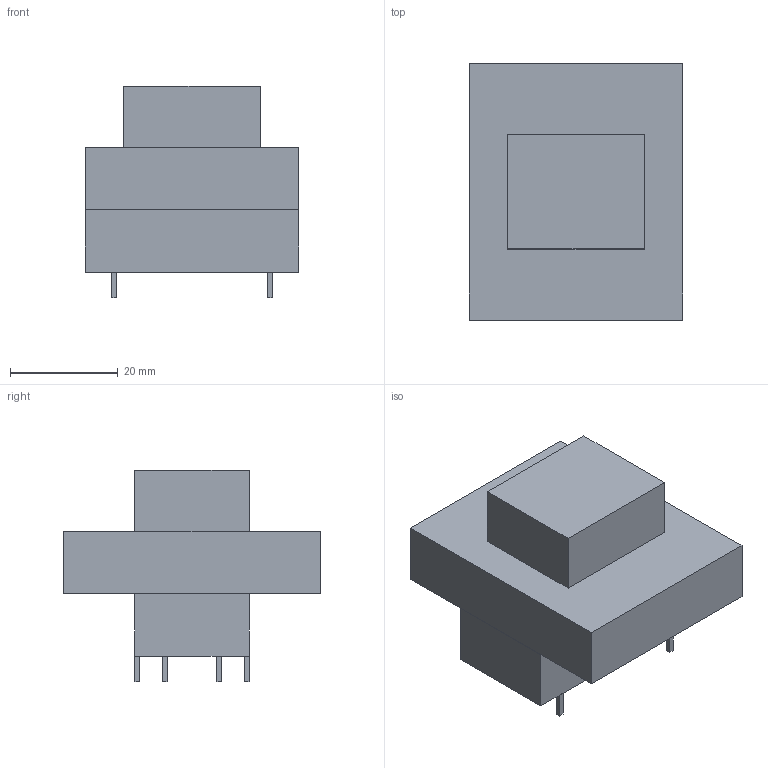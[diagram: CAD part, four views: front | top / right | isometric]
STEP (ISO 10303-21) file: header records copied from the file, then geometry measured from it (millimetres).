
FILE_DESCRIPTION(('FreeCAD Model'),'2;1');
FILE_NAME('VPP16-620.step','2020-10-22T17:58:25',(''),(''), 'Open CASCADE STEP processor 7.4','FreeCAD','Unknown');
FILE_SCHEMA(('AUTOMOTIVE_DESIGN { 1 0 10303 214 1 1 1 1 }'));
Length unit declared in the file: millimetre
Products named in the file (7): VPP16-620; Legs_and_Positions; Leg_Positions; Legs; Body; Coils; Core
Assembly tree (6 placements, depth 3):
  VPP16-620
    Legs_and_Positions
      Leg_Positions
      Legs
    Body
      Coils
      Core
Bounding box: 39.67 x 47.62 x 39.34 mm (x, y, z)
Volume: 37942.1 mm3; surface area: 11216.7 mm2
Topology: 10 solids, 10 shells, 70 faces, 146 edges, 104 vertices
Faces by surface type: plane 70
Entity records: 3926 total; most frequent: CARTESIAN_POINT 619, DIRECTION 592, LINE 438, VECTOR 438, ORIENTED_EDGE 292, PCURVE 292, DEFINITIONAL_REPRESENTATION 292, EDGE_CURVE 146
